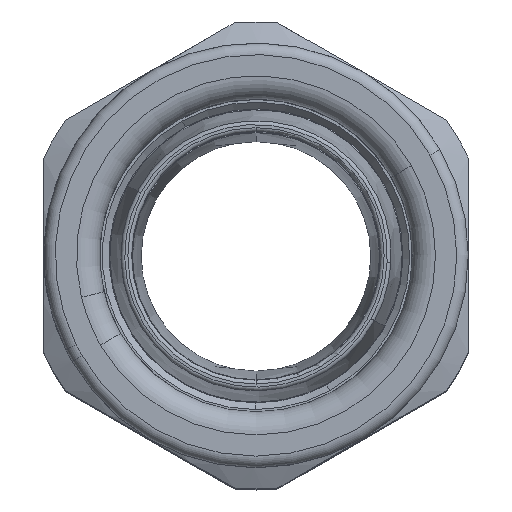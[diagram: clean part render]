
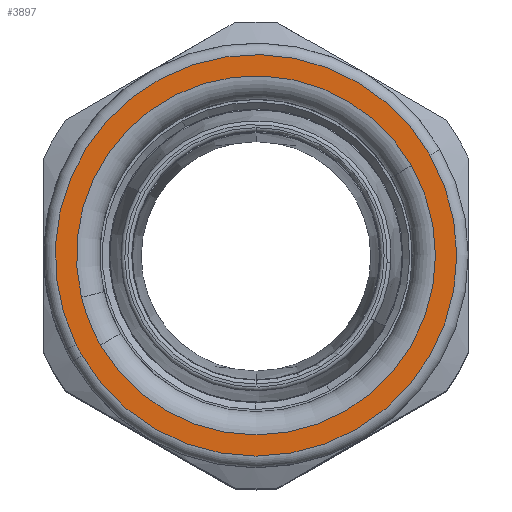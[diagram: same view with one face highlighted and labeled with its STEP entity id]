
A CAD part, top view. The second image highlights one B-rep face of the part: STEP entity #3897.
In plain terms, the highlighted planar face has unit normal (0, 0, 1).
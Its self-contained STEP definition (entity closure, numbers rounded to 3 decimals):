
#3762=AXIS2_PLACEMENT_3D('Circle Axis2P3D',#3760,#3761,$) ;
#3779=AXIS2_PLACEMENT_3D('Circle Axis2P3D',#3777,#3778,$) ;
#3803=AXIS2_PLACEMENT_3D('Circle Axis2P3D',#3801,#3802,$) ;
#3864=AXIS2_PLACEMENT_3D('Plane Axis2P3D',#3861,#3862,#3863) ;
#3873=AXIS2_PLACEMENT_3D('Circle Axis2P3D',#3871,#3872,$) ;
#3882=AXIS2_PLACEMENT_3D('Circle Axis2P3D',#3880,#3881,$) ;
#3889=AXIS2_PLACEMENT_3D('Circle Axis2P3D',#3887,#3888,$) ;
#3750=CARTESIAN_POINT('Vertex',(4.212,18.688,103.4)) ;
#3757=CARTESIAN_POINT('Vertex',(4.983,17.25,103.4)) ;
#3760=CARTESIAN_POINT('Axis2P3D Location',(27.5,30.25,103.4)) ;
#3777=CARTESIAN_POINT('Axis2P3D Location',(27.5,30.25,103.4)) ;
#3781=CARTESIAN_POINT('Vertex',(50.017,43.25,103.4)) ;
#3801=CARTESIAN_POINT('Axis2P3D Location',(27.5,30.25,103.4)) ;
#3861=CARTESIAN_POINT('Axis2P3D Location',(27.5,30.25,103.4)) ;
#3871=CARTESIAN_POINT('Axis2P3D Location',(27.5,30.25,103.4)) ;
#3875=CARTESIAN_POINT('Vertex',(4.892,24.823,103.4)) ;
#3877=CARTESIAN_POINT('Vertex',(7.365,18.625,103.4)) ;
#3880=CARTESIAN_POINT('Axis2P3D Location',(27.5,30.25,103.4)) ;
#3884=CARTESIAN_POINT('Vertex',(47.635,41.875,103.4)) ;
#3887=CARTESIAN_POINT('Axis2P3D Location',(27.5,30.25,103.4)) ;
#3761=DIRECTION('Axis2P3D Direction',(0.,0.,1.)) ;
#3778=DIRECTION('Axis2P3D Direction',(0.,0.,1.)) ;
#3802=DIRECTION('Axis2P3D Direction',(0.,0.,1.)) ;
#3862=DIRECTION('Axis2P3D Direction',(0.,0.,1.)) ;
#3863=DIRECTION('Axis2P3D XDirection',(-0.866,-0.5,0.)) ;
#3872=DIRECTION('Axis2P3D Direction',(0.,0.,1.)) ;
#3881=DIRECTION('Axis2P3D Direction',(0.,0.,1.)) ;
#3888=DIRECTION('Axis2P3D Direction',(0.,0.,1.)) ;
#3867=ORIENTED_EDGE('',*,*,#3783,.T.) ;
#3868=ORIENTED_EDGE('',*,*,#3764,.T.) ;
#3869=ORIENTED_EDGE('',*,*,#3805,.T.) ;
#3893=ORIENTED_EDGE('',*,*,#3879,.F.) ;
#3894=ORIENTED_EDGE('',*,*,#3886,.F.) ;
#3895=ORIENTED_EDGE('',*,*,#3891,.F.) ;
#3896=FACE_BOUND('',#3892,.T.) ;
#3897=ADVANCED_FACE('PartBody',(#3870,#3896),#3865,.T.) ;
#3763=CIRCLE('generated circle',#3762,26.) ;
#3780=CIRCLE('generated circle',#3779,26.) ;
#3804=CIRCLE('generated circle',#3803,26.) ;
#3874=CIRCLE('generated circle',#3873,23.25) ;
#3883=CIRCLE('generated circle',#3882,23.25) ;
#3890=CIRCLE('generated circle',#3889,23.25) ;
#3764=EDGE_CURVE('',#3751,#3758,#3763,.T.) ;
#3783=EDGE_CURVE('',#3782,#3751,#3780,.T.) ;
#3805=EDGE_CURVE('',#3758,#3782,#3804,.T.) ;
#3879=EDGE_CURVE('',#3876,#3878,#3874,.T.) ;
#3886=EDGE_CURVE('',#3885,#3876,#3883,.T.) ;
#3891=EDGE_CURVE('',#3878,#3885,#3890,.T.) ;
#3866=EDGE_LOOP('',(#3867,#3868,#3869)) ;
#3892=EDGE_LOOP('',(#3893,#3894,#3895)) ;
#3870=FACE_OUTER_BOUND('',#3866,.T.) ;
#3865=PLANE('',#3864) ;
#3751=VERTEX_POINT('',#3750) ;
#3758=VERTEX_POINT('',#3757) ;
#3782=VERTEX_POINT('',#3781) ;
#3876=VERTEX_POINT('',#3875) ;
#3878=VERTEX_POINT('',#3877) ;
#3885=VERTEX_POINT('',#3884) ;
